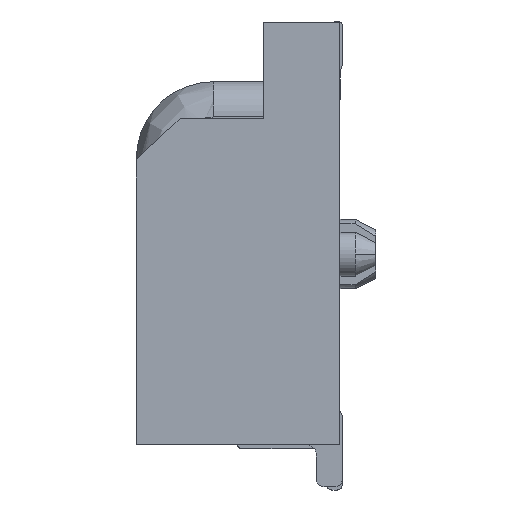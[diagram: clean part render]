
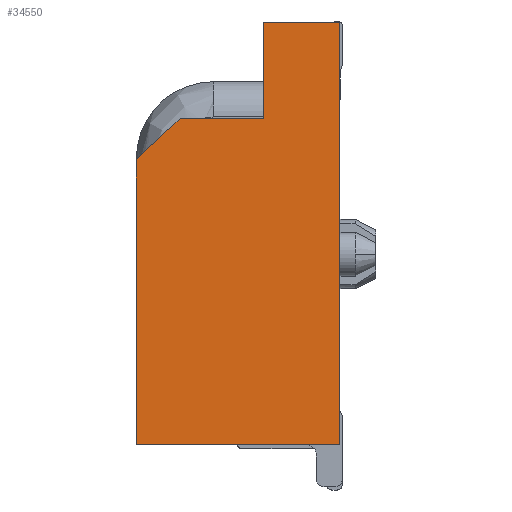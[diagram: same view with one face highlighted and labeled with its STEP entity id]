
A CAD part, left-side view. The second image highlights one B-rep face of the part: STEP entity #34550.
In plain terms, the highlighted planar face has unit normal (-1, 0, 0).
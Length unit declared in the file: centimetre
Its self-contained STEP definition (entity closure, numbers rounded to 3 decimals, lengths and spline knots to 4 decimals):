
#683 = EDGE_LOOP ( 'NONE', ( #10006, #3379, #39663, #4697, #30362, #23014, #39594 ) ) ;
#1320 = DIRECTION ( 'NONE',  ( 0., 0., -1. ) ) ;
#2204 = LINE ( 'NONE', #26585, #15583 ) ;
#2269 = CARTESIAN_POINT ( 'NONE',  ( -1.495, 0.195, -0.82 ) ) ;
#3379 = ORIENTED_EDGE ( 'NONE', *, *, #9108, .F. ) ;
#4697 = ORIENTED_EDGE ( 'NONE', *, *, #8260, .F. ) ;
#5142 = VECTOR ( 'NONE', #35079, 100. ) ;
#5319 = DIRECTION ( 'NONE',  ( 0., 0., 1. ) ) ;
#5553 = DIRECTION ( 'NONE',  ( 0., 0., -1. ) ) ;
#7089 = VERTEX_POINT ( 'NONE', #23473 ) ;
#8260 = EDGE_CURVE ( 'NONE', #7089, #23458, #22686, .T. ) ;
#8608 = LINE ( 'NONE', #39664, #21804 ) ;
#9085 = CARTESIAN_POINT ( 'NONE',  ( -1.495, -0.2, -0.82 ) ) ;
#9108 = EDGE_CURVE ( 'NONE', #28658, #20016, #2204, .T. ) ;
#9920 = CARTESIAN_POINT ( 'NONE',  ( -1.495, 0., -0.187 ) ) ;
#10006 = ORIENTED_EDGE ( 'NONE', *, *, #15185, .F. ) ;
#13713 = CARTESIAN_POINT ( 'NONE',  ( -1.495, 0.195, -0.82 ) ) ;
#14323 = FACE_OUTER_BOUND ( 'NONE', #683, .T. ) ;
#14399 = DIRECTION ( 'NONE',  ( 0., -1., 0. ) ) ;
#14706 = VECTOR ( 'NONE', #24388, 100. ) ;
#15185 = EDGE_CURVE ( 'NONE', #20016, #29359, #8608, .T. ) ;
#15583 = VECTOR ( 'NONE', #14399, 100. ) ;
#18290 = LINE ( 'NONE', #27644, #32543 ) ;
#18849 = CARTESIAN_POINT ( 'NONE',  ( -1.495, -0.053, -0.187 ) ) ;
#19158 = VECTOR ( 'NONE', #21548, 100. ) ;
#20016 = VERTEX_POINT ( 'NONE', #37170 ) ;
#20739 = LINE ( 'NONE', #33139, #14706 ) ;
#21104 = CARTESIAN_POINT ( 'NONE',  ( -1.495, -0.2, -0.82 ) ) ;
#21548 = DIRECTION ( 'NONE',  ( 0., 0., 1. ) ) ;
#21804 = VECTOR ( 'NONE', #5553, 100. ) ;
#22686 = LINE ( 'NONE', #9920, #5142 ) ;
#23014 = ORIENTED_EDGE ( 'NONE', *, *, #26730, .F. ) ;
#23458 = VERTEX_POINT ( 'NONE', #18849 ) ;
#23473 = CARTESIAN_POINT ( 'NONE',  ( -1.495, 0.11, -0.187 ) ) ;
#23674 = AXIS2_PLACEMENT_3D ( 'NONE', #32802, #38888, #1320 ) ;
#24388 = DIRECTION ( 'NONE',  ( 0., -0.737, 0.676 ) ) ;
#25541 = EDGE_CURVE ( 'NONE', #23458, #28658, #18290, .T. ) ;
#25899 = PLANE ( 'NONE',  #23674 ) ;
#26585 = CARTESIAN_POINT ( 'NONE',  ( -1.495, -0.053, 0. ) ) ;
#26730 = EDGE_CURVE ( 'NONE', #29592, #35012, #30092, .T. ) ;
#27644 = CARTESIAN_POINT ( 'NONE',  ( -1.495, -0.053, 0. ) ) ;
#28118 = EDGE_CURVE ( 'NONE', #35012, #7089, #20739, .T. ) ;
#28293 = CARTESIAN_POINT ( 'NONE',  ( -1.495, -0.053, 0. ) ) ;
#28658 = VERTEX_POINT ( 'NONE', #28293 ) ;
#28872 = EDGE_CURVE ( 'NONE', #29359, #29592, #29635, .T. ) ;
#29359 = VERTEX_POINT ( 'NONE', #9085 ) ;
#29592 = VERTEX_POINT ( 'NONE', #13713 ) ;
#29635 = LINE ( 'NONE', #21104, #37458 ) ;
#30092 = LINE ( 'NONE', #2269, #19158 ) ;
#30362 = ORIENTED_EDGE ( 'NONE', *, *, #28118, .F. ) ;
#32543 = VECTOR ( 'NONE', #5319, 100. ) ;
#32802 = CARTESIAN_POINT ( 'NONE',  ( -1.495, 0., 0. ) ) ;
#33139 = CARTESIAN_POINT ( 'NONE',  ( -1.495, 0.195, -0.265 ) ) ;
#33507 = DIRECTION ( 'NONE',  ( 0., 1., 0. ) ) ;
#34550 = ADVANCED_FACE ( 'NONE', ( #14323 ), #25899, .F. ) ;
#35012 = VERTEX_POINT ( 'NONE', #39992 ) ;
#35079 = DIRECTION ( 'NONE',  ( 0., -1., 0. ) ) ;
#37170 = CARTESIAN_POINT ( 'NONE',  ( -1.495, -0.2, 0. ) ) ;
#37458 = VECTOR ( 'NONE', #33507, 100. ) ;
#38888 = DIRECTION ( 'NONE',  ( 1., 0., 0. ) ) ;
#39594 = ORIENTED_EDGE ( 'NONE', *, *, #28872, .F. ) ;
#39663 = ORIENTED_EDGE ( 'NONE', *, *, #25541, .F. ) ;
#39664 = CARTESIAN_POINT ( 'NONE',  ( -1.495, -0.2, 0. ) ) ;
#39992 = CARTESIAN_POINT ( 'NONE',  ( -1.495, 0.195, -0.265 ) ) ;
